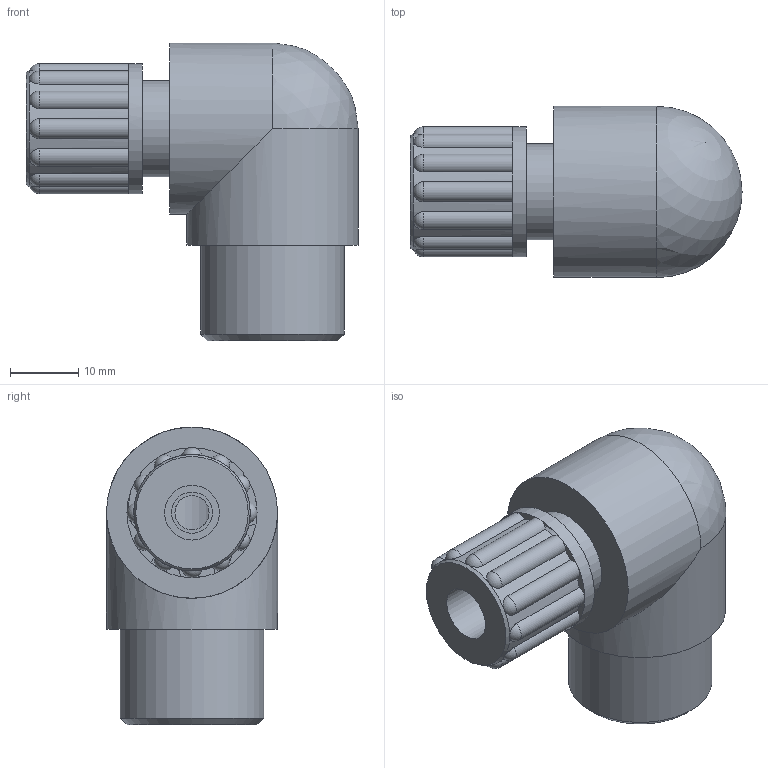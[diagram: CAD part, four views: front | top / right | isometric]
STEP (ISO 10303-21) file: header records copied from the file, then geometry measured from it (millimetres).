
FILE_DESCRIPTION(/* description */ (''),/* implementation_level */ '2;1');
FILE_NAME(/* name */ 'gck_126_pa.stp',/* time_stamp */ '2018-12-11T08:43:34+01:00',/* author */ ('leitheußer'),/* organization */ (''),/* preprocessor_version */ 'ST-DEVELOPER v15.6',/* originating_system */ 'Autodesk Inventor LT ',/* authorisation */ '');
FILE_SCHEMA (('AUTOMOTIVE_DESIGN { 1 0 10303 214 3 1 1 }'));
Length unit declared in the file: millimetre
Products named in the file (1): 1A200MG4312xx
Bounding box: 48.5 x 25 x 43.5 mm (x, y, z)
Volume: 20154.5 mm3; surface area: 7851.4 mm2
Topology: 1 solids, 1 shells, 68 faces, 157 edges, 95 vertices
Faces by surface type: cylinder 33, plane 20, sphere 13, cone 2
Full cylindrical faces by diameter (mm): 5 x1, 6 x1, 8 x1, 12 x1, 14 x1, 19 x1, 20.955 x1, 25 x2
Entity records: 2062 total; most frequent: CARTESIAN_POINT 548, DIRECTION 344, ORIENTED_EDGE 280, AXIS2_PLACEMENT_3D 160, EDGE_CURVE 140, CIRCLE 90, VERTEX_POINT 90, EDGE_LOOP 86
